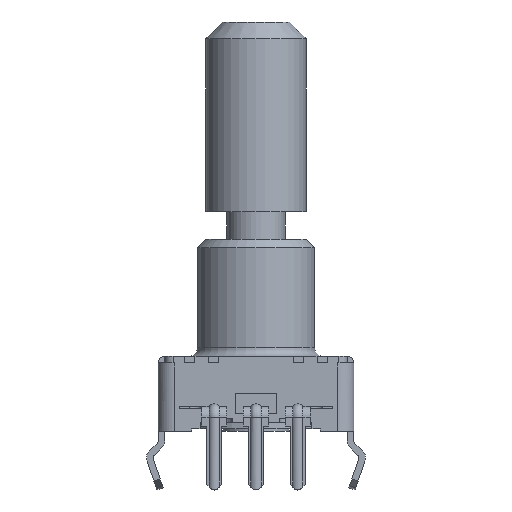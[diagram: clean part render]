
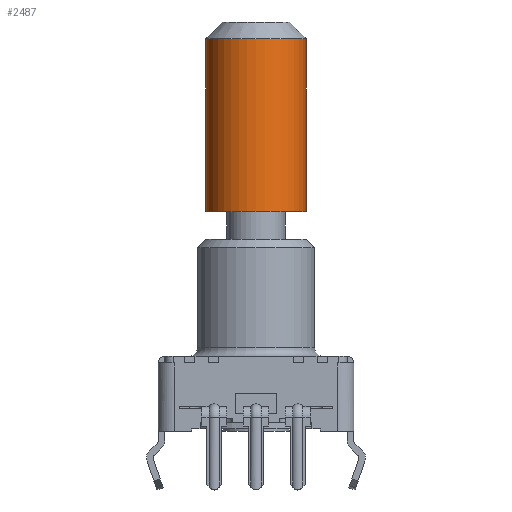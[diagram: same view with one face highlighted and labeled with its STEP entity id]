
A CAD part, front view. The second image highlights one B-rep face of the part: STEP entity #2487.
In plain terms, the highlighted cylindrical face has radius 3 mm (diameter 6 mm), a full revolution.
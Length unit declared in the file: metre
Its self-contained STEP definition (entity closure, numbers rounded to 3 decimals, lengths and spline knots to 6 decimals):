
#2487 = ADVANCED_FACE( '', ( #6017, #6018 ), #6019, .T. );
#2977 = EDGE_CURVE( '', #6687, #6688, #6689, .T. );
#3019 = EDGE_CURVE( '', #6688, #5948, #6740, .T. );
#3265 = EDGE_CURVE( '', #5409, #5948, #7051, .T. );
#3271 = EDGE_CURVE( '', #6687, #5409, #7059, .T. );
#3505 = EDGE_CURVE( '', #7346, #7346, #7347, .T. );
#5409 = VERTEX_POINT( '', #9846 );
#5948 = VERTEX_POINT( '', #10649 );
#6017 = FACE_OUTER_BOUND( '', #10766, .T. );
#6018 = FACE_OUTER_BOUND( '', #10767, .T. );
#6019 = CYLINDRICAL_SURFACE( '', #10768, 0.003 );
#6687 = VERTEX_POINT( '', #11777 );
#6688 = VERTEX_POINT( '', #11778 );
#6689 = CIRCLE( '', #11779, 0.003 );
#6740 = LINE( '', #11854, #11855 );
#7051 = CIRCLE( '', #12356, 0.003 );
#7059 = LINE( '', #12367, #12368 );
#7346 = VERTEX_POINT( '', #12846 );
#7347 = CIRCLE( '', #12847, 0.003 );
#9846 = CARTESIAN_POINT( '', ( 0.002598, 0.0015, 0.023525 ) );
#10649 = CARTESIAN_POINT( '', ( -0.002598, 0.0015, 0.023525 ) );
#10766 = EDGE_LOOP( '', ( #16058 ) );
#10767 = EDGE_LOOP( '', ( #16059, #16060, #16061, #16062 ) );
#10768 = AXIS2_PLACEMENT_3D( '', #16063, #16064, #16065 );
#11777 = CARTESIAN_POINT( '', ( 0.002598, 0.0015, 0.014525 ) );
#11778 = CARTESIAN_POINT( '', ( -0.002598, 0.0015, 0.014525 ) );
#11779 = AXIS2_PLACEMENT_3D( '', #16999, #17000, #17001 );
#11854 = CARTESIAN_POINT( '', ( -0.002598, 0.0015, 0.014525 ) );
#11855 = VECTOR( '', #17084, 1. );
#12356 = AXIS2_PLACEMENT_3D( '', #17506, #17507, #17508 );
#12367 = CARTESIAN_POINT( '', ( 0.002598, 0.0015, 0.014525 ) );
#12368 = VECTOR( '', #17520, 1. );
#12846 = CARTESIAN_POINT( '', ( 0., 0.003, 0.013175 ) );
#12847 = AXIS2_PLACEMENT_3D( '', #17937, #17938, #17939 );
#16058 = ORIENTED_EDGE( '', *, *, #3505, .F. );
#16059 = ORIENTED_EDGE( '', *, *, #3265, .T. );
#16060 = ORIENTED_EDGE( '', *, *, #3019, .F. );
#16061 = ORIENTED_EDGE( '', *, *, #2977, .F. );
#16062 = ORIENTED_EDGE( '', *, *, #3271, .T. );
#16063 = CARTESIAN_POINT( '', ( 0., 0., 0.001644 ) );
#16064 = DIRECTION( '', ( 0., 0., 1. ) );
#16065 = DIRECTION( '', ( 0., 1., 0. ) );
#16999 = CARTESIAN_POINT( '', ( 0., 0., 0.014525 ) );
#17000 = DIRECTION( '', ( 0., 0., 1. ) );
#17001 = DIRECTION( '', ( 0., -1., 0. ) );
#17084 = DIRECTION( '', ( 0., 0., 1. ) );
#17506 = CARTESIAN_POINT( '', ( 0., 0., 0.023525 ) );
#17507 = DIRECTION( '', ( 0., 0., -1. ) );
#17508 = DIRECTION( '', ( 0., 1., 0. ) );
#17520 = DIRECTION( '', ( 0., 0., 1. ) );
#17937 = CARTESIAN_POINT( '', ( 0., 0., 0.013175 ) );
#17938 = DIRECTION( '', ( 0., 0., -1. ) );
#17939 = DIRECTION( '', ( 0., 1., 0. ) );
